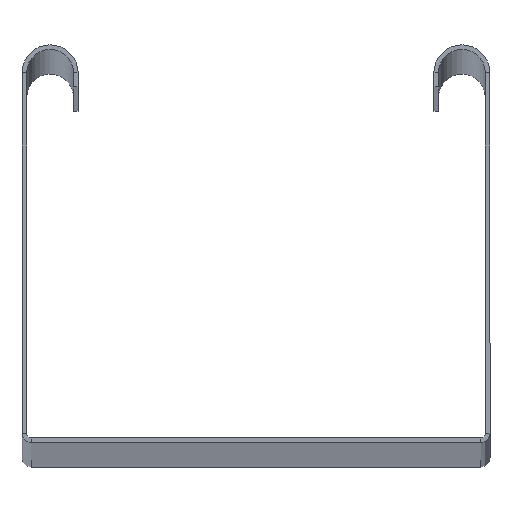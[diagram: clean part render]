
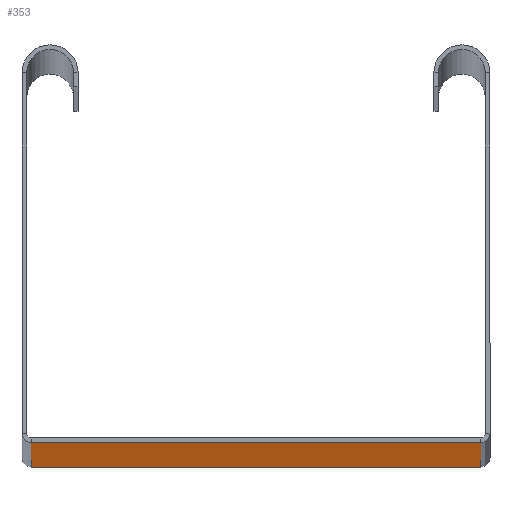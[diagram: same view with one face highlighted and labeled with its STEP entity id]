
A CAD part, top view. The second image highlights one B-rep face of the part: STEP entity #353.
In plain terms, the highlighted planar face has unit normal (0, -1, 0).
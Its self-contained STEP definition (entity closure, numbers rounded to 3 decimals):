
#23 = LINE ( 'NONE', #98, #193 ) ;
#57 = EDGE_CURVE ( 'NONE', #942, #129, #141, .T. ) ;
#80 = EDGE_LOOP ( 'NONE', ( #837, #262, #610, #148 ) ) ;
#98 = CARTESIAN_POINT ( 'NONE',  ( -48., 0., 1500. ) ) ;
#103 = DIRECTION ( 'NONE',  ( 0., 1., 0. ) ) ;
#114 = CARTESIAN_POINT ( 'NONE',  ( -48., 0., 1500. ) ) ;
#129 = VERTEX_POINT ( 'NONE', #190 ) ;
#141 = LINE ( 'NONE', #474, #927 ) ;
#144 = EDGE_CURVE ( 'NONE', #129, #322, #663, .T. ) ;
#148 = ORIENTED_EDGE ( 'NONE', *, *, #330, .T. ) ;
#190 = CARTESIAN_POINT ( 'NONE',  ( 48., 0., 1500. ) ) ;
#192 = VECTOR ( 'NONE', #265, 1000. ) ;
#193 = VECTOR ( 'NONE', #319, 1000. ) ;
#262 = ORIENTED_EDGE ( 'NONE', *, *, #144, .F. ) ;
#265 = DIRECTION ( 'NONE',  ( 0., 0., -1. ) ) ;
#285 = CARTESIAN_POINT ( 'NONE',  ( 48., 0., -1500. ) ) ;
#319 = DIRECTION ( 'NONE',  ( 0., 0., -1. ) ) ;
#322 = VERTEX_POINT ( 'NONE', #285 ) ;
#330 = EDGE_CURVE ( 'NONE', #942, #888, #23, .T. ) ;
#353 = ADVANCED_FACE ( 'NONE', ( #369 ), #944, .F. ) ;
#369 = FACE_OUTER_BOUND ( 'NONE', #80, .T. ) ;
#425 = AXIS2_PLACEMENT_3D ( 'NONE', #473, #103, #650 ) ;
#462 = EDGE_CURVE ( 'NONE', #888, #322, #930, .T. ) ;
#473 = CARTESIAN_POINT ( 'NONE',  ( -50., 0., 1500. ) ) ;
#474 = CARTESIAN_POINT ( 'NONE',  ( -50., 0., 1500. ) ) ;
#512 = VECTOR ( 'NONE', #596, 1000. ) ;
#592 = CARTESIAN_POINT ( 'NONE',  ( -50., 0., -1500. ) ) ;
#596 = DIRECTION ( 'NONE',  ( 1., 0., 0. ) ) ;
#610 = ORIENTED_EDGE ( 'NONE', *, *, #57, .F. ) ;
#650 = DIRECTION ( 'NONE',  ( -1., 0., 0. ) ) ;
#652 = DIRECTION ( 'NONE',  ( 1., 0., 0. ) ) ;
#663 = LINE ( 'NONE', #749, #192 ) ;
#749 = CARTESIAN_POINT ( 'NONE',  ( 48., 0., 1500. ) ) ;
#837 = ORIENTED_EDGE ( 'NONE', *, *, #462, .T. ) ;
#876 = CARTESIAN_POINT ( 'NONE',  ( -48., 0., -1500. ) ) ;
#888 = VERTEX_POINT ( 'NONE', #876 ) ;
#927 = VECTOR ( 'NONE', #652, 1000. ) ;
#930 = LINE ( 'NONE', #592, #512 ) ;
#942 = VERTEX_POINT ( 'NONE', #114 ) ;
#944 = PLANE ( 'NONE',  #425 ) ;
